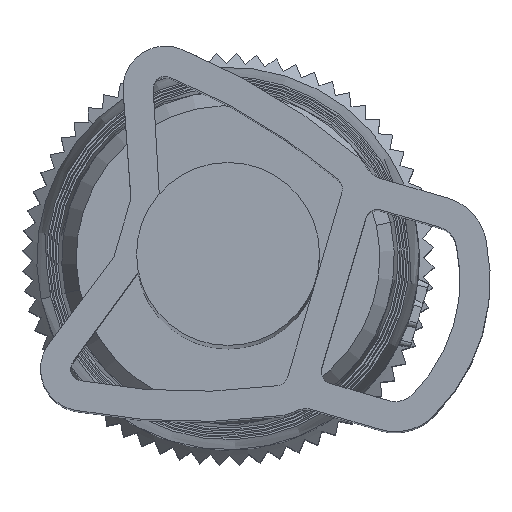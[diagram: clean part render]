
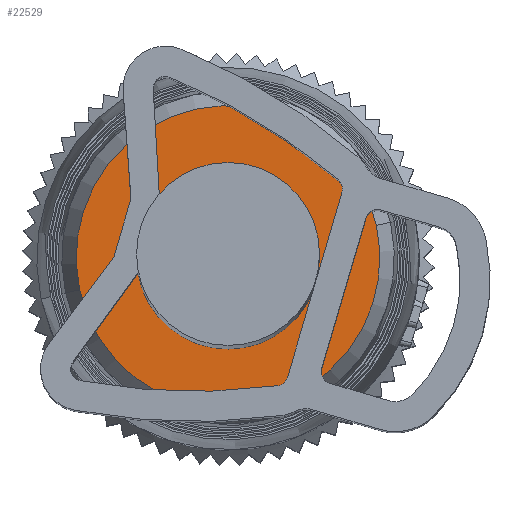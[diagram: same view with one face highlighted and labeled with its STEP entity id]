
A CAD part, top view. The second image highlights one B-rep face of the part: STEP entity #22529.
In plain terms, the highlighted planar face has unit normal (0, 0, 1).
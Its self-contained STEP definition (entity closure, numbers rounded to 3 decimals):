
#22484=AXIS2_PLACEMENT_3D('Circle Axis2P3D',#22482,#22483,$) ;
#22510=AXIS2_PLACEMENT_3D('Circle Axis2P3D',#22508,#22509,$) ;
#22523=AXIS2_PLACEMENT_3D('Plane Axis2P3D',#22520,#22521,#22522) ;
#22482=CARTESIAN_POINT('Axis2P3D Location',(4.955,4.955,31.4)) ;
#22486=CARTESIAN_POINT('Vertex',(1.385,4.179,31.4)) ;
#22488=CARTESIAN_POINT('Vertex',(8.526,5.731,31.4)) ;
#22508=CARTESIAN_POINT('Axis2P3D Location',(4.955,4.955,31.4)) ;
#22520=CARTESIAN_POINT('Axis2P3D Location',(8.46,3.924,31.4)) ;
#22483=DIRECTION('Axis2P3D Direction',(0.,0.,-1.)) ;
#22509=DIRECTION('Axis2P3D Direction',(0.,0.,-1.)) ;
#22521=DIRECTION('Axis2P3D Direction',(0.,0.,1.)) ;
#22522=DIRECTION('Axis2P3D XDirection',(0.959,-0.282,0.)) ;
#22526=ORIENTED_EDGE('',*,*,#22512,.T.) ;
#22527=ORIENTED_EDGE('',*,*,#22490,.T.) ;
#22529=ADVANCED_FACE('',(#22528),#22524,.T.) ;
#22485=CIRCLE('generated circle',#22484,3.654) ;
#22511=CIRCLE('generated circle',#22510,3.654) ;
#22490=EDGE_CURVE('',#22487,#22489,#22485,.F.) ;
#22512=EDGE_CURVE('',#22489,#22487,#22511,.F.) ;
#22525=EDGE_LOOP('',(#22526,#22527)) ;
#22528=FACE_OUTER_BOUND('',#22525,.T.) ;
#22524=PLANE('',#22523) ;
#22487=VERTEX_POINT('',#22486) ;
#22489=VERTEX_POINT('',#22488) ;
